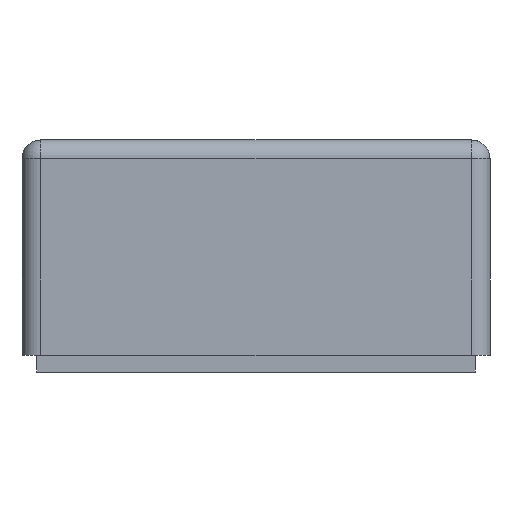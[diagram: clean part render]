
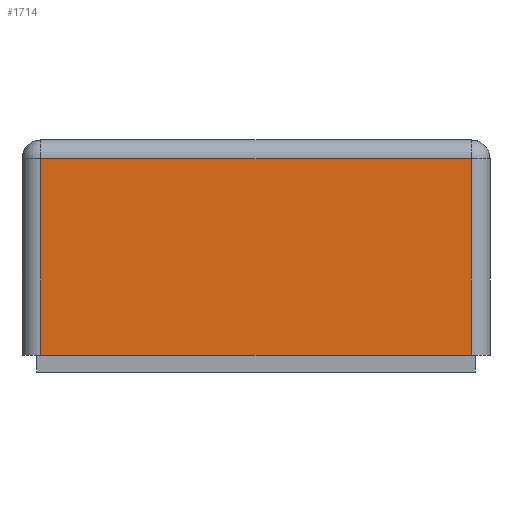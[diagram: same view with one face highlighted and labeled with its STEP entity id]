
A CAD part, front view. The second image highlights one B-rep face of the part: STEP entity #1714.
In plain terms, the highlighted planar face has unit normal (0, -1, 0).
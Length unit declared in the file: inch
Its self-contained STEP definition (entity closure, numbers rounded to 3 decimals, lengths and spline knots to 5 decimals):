
#127=FACE_OUTER_BOUND('',#224,.T.);
#224=EDGE_LOOP('',(#1128,#1129,#1130,#1131));
#331=LINE('',#2536,#514);
#332=LINE('',#2538,#515);
#333=LINE('',#2540,#516);
#334=LINE('',#2541,#517);
#514=VECTOR('',#2007,0.90551);
#515=VECTOR('',#2008,0.41339);
#516=VECTOR('',#2009,0.90551);
#517=VECTOR('',#2010,0.41339);
#697=VERTEX_POINT('',#2534);
#698=VERTEX_POINT('',#2535);
#699=VERTEX_POINT('',#2537);
#700=VERTEX_POINT('',#2539);
#870=EDGE_CURVE('',#697,#698,#331,.T.);
#871=EDGE_CURVE('',#698,#699,#332,.T.);
#872=EDGE_CURVE('',#700,#699,#333,.T.);
#873=EDGE_CURVE('',#700,#697,#334,.T.);
#1128=ORIENTED_EDGE('',*,*,#870,.T.);
#1129=ORIENTED_EDGE('',*,*,#871,.T.);
#1130=ORIENTED_EDGE('',*,*,#872,.F.);
#1131=ORIENTED_EDGE('',*,*,#873,.T.);
#1644=PLANE('',#1831);
#1714=ADVANCED_FACE('',(#127),#1644,.T.);
#1831=AXIS2_PLACEMENT_3D('',#2533,#2005,#2006);
#2005=DIRECTION('center_axis',(0.,-1.,0.));
#2006=DIRECTION('ref_axis',(0.,0.,-1.));
#2007=DIRECTION('',(1.,0.,0.));
#2008=DIRECTION('',(0.,0.,1.));
#2009=DIRECTION('',(1.,0.,0.));
#2010=DIRECTION('',(0.,0.,-1.));
#2533=CARTESIAN_POINT('Origin',(-0.49213,-1.27953,0.));
#2534=CARTESIAN_POINT('',(-0.45276,-1.27953,0.));
#2535=CARTESIAN_POINT('',(0.45276,-1.27953,0.));
#2536=CARTESIAN_POINT('',(-0.45276,-1.27953,0.));
#2537=CARTESIAN_POINT('',(0.45276,-1.27953,0.41339));
#2538=CARTESIAN_POINT('',(0.45276,-1.27953,0.));
#2539=CARTESIAN_POINT('',(-0.45276,-1.27953,0.41339));
#2540=CARTESIAN_POINT('',(-0.45276,-1.27953,0.41339));
#2541=CARTESIAN_POINT('',(-0.45276,-1.27953,0.41339));
